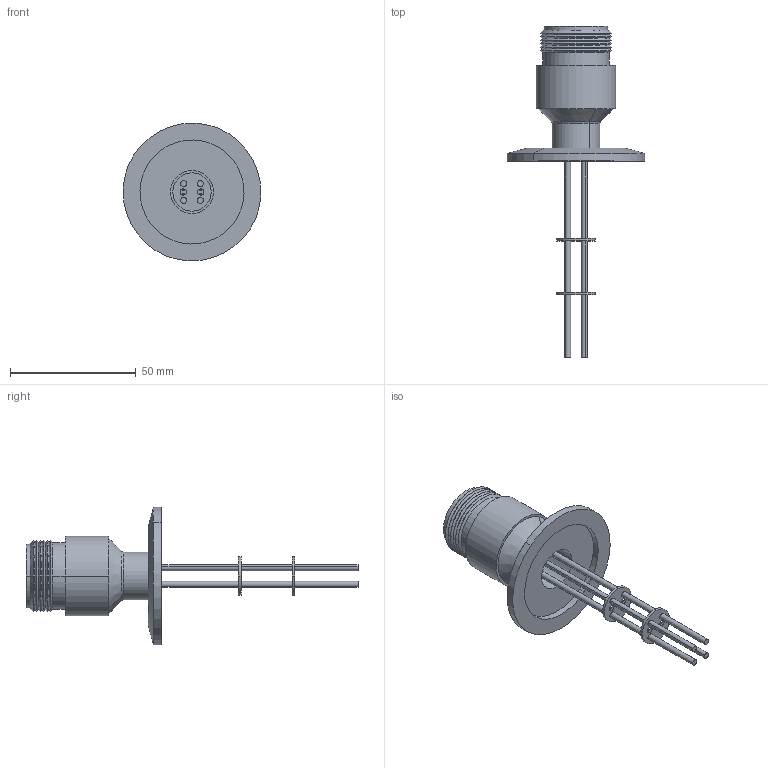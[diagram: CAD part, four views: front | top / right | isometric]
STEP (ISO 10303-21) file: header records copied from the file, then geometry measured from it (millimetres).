
FILE_DESCRIPTION (( 'STEP AP203' ), '1' );
FILE_NAME ('A3992-7-QF.STEP', '2017-11-21T20:22:16', ( '' ), ( '' ), 'SwSTEP 2.0', 'SolidWorks 2017', '' );
FILE_SCHEMA (( 'CONFIG_CONTROL_DESIGN' ));
Length unit declared in the file: inch
Products named in the file (1): A3992-7-QF
Bounding box: 54.85 x 132.06 x 54.85 mm (x, y, z)
Volume: 19614.1 mm3; surface area: 21666.1 mm2
Topology: 1 solids, 1 shells, 215 faces, 489 edges, 306 vertices
Faces by surface type: cylinder 99, cone 62, plane 42, torus 12
Entity records: 6245 total; most frequent: DIRECTION 1216, CARTESIAN_POINT 1029, ORIENTED_EDGE 978, AXIS2_PLACEMENT_3D 517, EDGE_CURVE 489, VERTEX_POINT 306, CIRCLE 301, EDGE_LOOP 265
